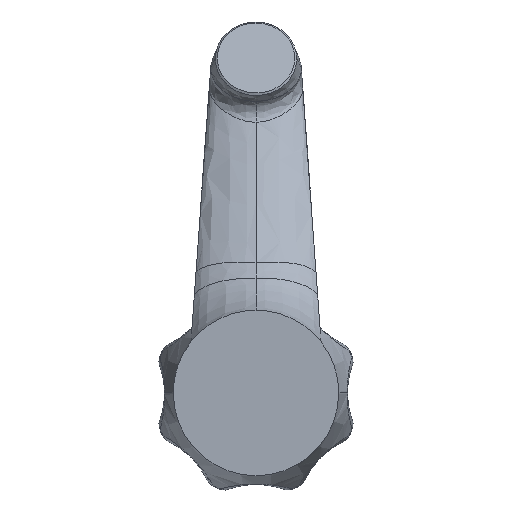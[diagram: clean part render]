
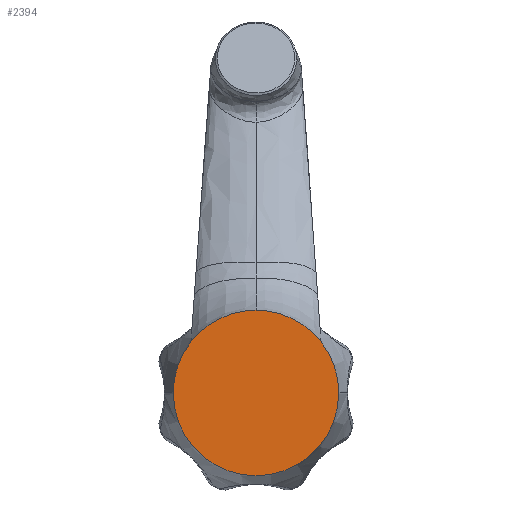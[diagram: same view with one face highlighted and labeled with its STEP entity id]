
A CAD part, front view. The second image highlights one B-rep face of the part: STEP entity #2394.
In plain terms, the highlighted planar face has unit normal (0, -1, 0).
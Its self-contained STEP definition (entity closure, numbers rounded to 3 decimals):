
#19=CARTESIAN_POINT('',(16.5,0.,12.99));
#20=CARTESIAN_POINT('',(15.522,0.,14.233));
#21=CARTESIAN_POINT('',(13.283,0.,16.497));
#22=CARTESIAN_POINT('',(9.249,0.,19.053));
#23=CARTESIAN_POINT('',(5.496,0.,20.376));
#24=CARTESIAN_POINT('',(2.373,0.,20.911));
#25=CARTESIAN_POINT('',(0.791,0.,21.));
#26=CARTESIAN_POINT('',(0.,0.,21.));
#28=CARTESIAN_POINT('',(0.,0.,21.));
#29=CARTESIAN_POINT('',(-1.582,0.,21.));
#30=CARTESIAN_POINT('',(-4.745,0.,20.641));
#31=CARTESIAN_POINT('',(-9.249,0.,19.053));
#32=CARTESIAN_POINT('',(-13.283,0.,16.497));
#33=CARTESIAN_POINT('',(-15.522,0.,14.233));
#34=CARTESIAN_POINT('',(-16.5,0.,12.99));
#1673=CARTESIAN_POINT('',(0.,0.,0.));
#1674=DIRECTION('',(0.,-1.,0.));
#1675=DIRECTION('',(-0.786,0.,0.619));
#1676=AXIS2_PLACEMENT_3D('',#1673,#1674,#1675);
#2262=VERTEX_POINT('',#19);
#2263=VERTEX_POINT('',#26);
#2264=VERTEX_POINT('',#34);
#2381=CARTESIAN_POINT('',(0.,0.,0.));
#2382=DIRECTION('',(0.,-1.,0.));
#2383=DIRECTION('',(-1.,0.,0.));
#2384=AXIS2_PLACEMENT_3D('',#2381,#2382,#2383);
#2385=PLANE('',#2384);
#2387=ORIENTED_EDGE('',*,*,#2386,.F.);
#2389=ORIENTED_EDGE('',*,*,#2388,.F.);
#2391=ORIENTED_EDGE('',*,*,#2390,.F.);
#2392=EDGE_LOOP('',(#2387,#2389,#2391));
#2393=FACE_OUTER_BOUND('',#2392,.F.);
#2394=ADVANCED_FACE('',(#2393),#2385,.T.);
#27=B_SPLINE_CURVE_WITH_KNOTS('',3,(#19,#20,#21,#22,#23,#24,#25,#26),
.UNSPECIFIED.,.F.,.F.,(4,1,1,1,1,4),(0.,0.25,0.5,0.75,0.875,1.),
.UNSPECIFIED.);
#35=B_SPLINE_CURVE_WITH_KNOTS('',3,(#28,#29,#30,#31,#32,#33,#34),.UNSPECIFIED.,
.F.,.F.,(4,1,1,1,4),(0.,0.25,0.5,0.75,1.),.UNSPECIFIED.);
#1677=CIRCLE('',#1676,21.);
#2386=EDGE_CURVE('',#2262,#2263,#27,.T.);
#2388=EDGE_CURVE('',#2264,#2262,#1677,.T.);
#2390=EDGE_CURVE('',#2263,#2264,#35,.T.);
